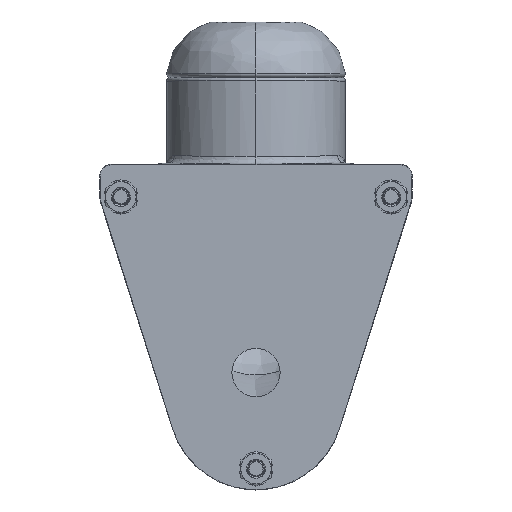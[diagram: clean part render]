
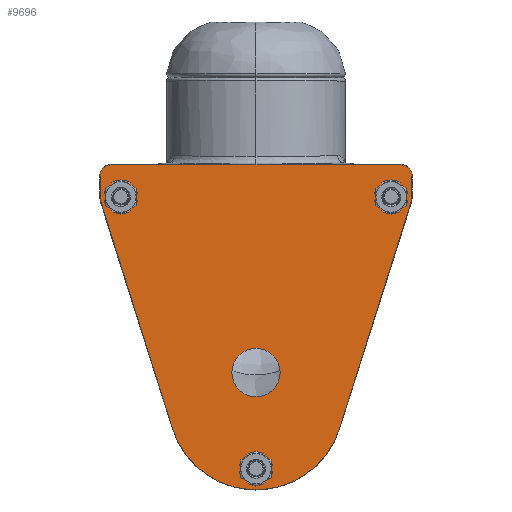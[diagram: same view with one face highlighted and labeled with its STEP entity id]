
A CAD part, top view. The second image highlights one B-rep face of the part: STEP entity #9696.
In plain terms, the highlighted planar face has unit normal (0, 0, 1).
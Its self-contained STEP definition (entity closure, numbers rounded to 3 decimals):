
#9346=CARTESIAN_POINT('',(-35.5,-8.44,1.6));
#9347=DIRECTION('',(0.,0.,1.));
#9348=DIRECTION('',(1.,0.,0.));
#9349=AXIS2_PLACEMENT_3D('',#9346,#9347,#9348);
#9351=CARTESIAN_POINT('',(-35.5,-8.44,1.6));
#9352=DIRECTION('',(0.,0.,1.));
#9353=DIRECTION('',(-1.,0.,0.));
#9354=AXIS2_PLACEMENT_3D('',#9351,#9352,#9353);
#9356=CARTESIAN_POINT('',(35.5,-8.44,1.6));
#9357=DIRECTION('',(0.,0.,1.));
#9358=DIRECTION('',(1.,0.,0.));
#9359=AXIS2_PLACEMENT_3D('',#9356,#9357,#9358);
#9361=CARTESIAN_POINT('',(35.5,-8.44,1.6));
#9362=DIRECTION('',(0.,0.,1.));
#9363=DIRECTION('',(-1.,0.,0.));
#9364=AXIS2_PLACEMENT_3D('',#9361,#9362,#9363);
#9366=CARTESIAN_POINT('',(0.,-79.84,1.6));
#9367=DIRECTION('',(0.,0.,1.));
#9368=DIRECTION('',(1.,0.,0.));
#9369=AXIS2_PLACEMENT_3D('',#9366,#9367,#9368);
#9371=CARTESIAN_POINT('',(0.,-79.84,1.6));
#9372=DIRECTION('',(0.,0.,1.));
#9373=DIRECTION('',(-1.,0.,0.));
#9374=AXIS2_PLACEMENT_3D('',#9371,#9372,#9373);
#9376=CARTESIAN_POINT('',(0.,-54.57,1.6));
#9377=DIRECTION('',(0.,0.,-1.));
#9378=DIRECTION('',(-1.,0.,0.));
#9379=AXIS2_PLACEMENT_3D('',#9376,#9377,#9378);
#9381=CARTESIAN_POINT('',(0.,-54.57,1.6));
#9382=DIRECTION('',(0.,0.,-1.));
#9383=DIRECTION('',(1.,0.,0.));
#9384=AXIS2_PLACEMENT_3D('',#9381,#9382,#9383);
#9386=CARTESIAN_POINT('',(37.95,-3.,1.6));
#9387=DIRECTION('',(0.,0.,1.));
#9388=DIRECTION('',(1.,0.,0.));
#9389=AXIS2_PLACEMENT_3D('',#9386,#9387,#9388);
#9391=DIRECTION('',(0.,1.,0.));
#9392=VECTOR('',#9391,5.141);
#9393=CARTESIAN_POINT('',(40.95,-8.141,1.6));
#9394=LINE('',#9393,#9392);
#9395=CARTESIAN_POINT('',(35.5,-8.141,1.6));
#9396=DIRECTION('',(0.,0.,1.));
#9397=DIRECTION('',(0.954,-0.301,0.));
#9398=AXIS2_PLACEMENT_3D('',#9395,#9396,#9397);
#9400=DIRECTION('',(0.301,0.954,0.));
#9401=VECTOR('',#9400,62.394);
#9402=CARTESIAN_POINT('',(21.935,-69.286,1.6));
#9403=LINE('',#9402,#9401);
#9404=CARTESIAN_POINT('',(0.,-62.37,1.6));
#9405=DIRECTION('',(0.,0.,1.));
#9406=DIRECTION('',(-0.954,-0.301,0.));
#9407=AXIS2_PLACEMENT_3D('',#9404,#9405,#9406);
#9409=DIRECTION('',(0.301,-0.954,0.));
#9410=VECTOR('',#9409,62.394);
#9411=CARTESIAN_POINT('',(-40.698,-9.78,1.6));
#9412=LINE('',#9411,#9410);
#9413=CARTESIAN_POINT('',(-35.5,-8.141,1.6));
#9414=DIRECTION('',(0.,0.,1.));
#9415=DIRECTION('',(-1.,0.,0.));
#9416=AXIS2_PLACEMENT_3D('',#9413,#9414,#9415);
#9418=DIRECTION('',(0.,-1.,0.));
#9419=VECTOR('',#9418,5.141);
#9420=CARTESIAN_POINT('',(-40.95,-3.,1.6));
#9421=LINE('',#9420,#9419);
#9422=CARTESIAN_POINT('',(-37.95,-3.,1.6));
#9423=DIRECTION('',(0.,0.,1.));
#9424=DIRECTION('',(0.,1.,0.));
#9425=AXIS2_PLACEMENT_3D('',#9422,#9423,#9424);
#9427=DIRECTION('',(-1.,0.,0.));
#9428=VECTOR('',#9427,75.9);
#9429=CARTESIAN_POINT('',(37.95,0.,1.6));
#9430=LINE('',#9429,#9428);
#9507=CARTESIAN_POINT('',(-40.95,-8.141,1.6));
#9508=CARTESIAN_POINT('',(-40.698,-9.78,1.6));
#9509=VERTEX_POINT('',#9507);
#9510=VERTEX_POINT('',#9508);
#9511=CARTESIAN_POINT('',(-21.935,-69.286,1.6));
#9512=VERTEX_POINT('',#9511);
#9513=CARTESIAN_POINT('',(21.935,-69.286,1.6));
#9514=VERTEX_POINT('',#9513);
#9515=CARTESIAN_POINT('',(40.698,-9.78,1.6));
#9516=VERTEX_POINT('',#9515);
#9517=CARTESIAN_POINT('',(40.95,-8.141,1.6));
#9518=VERTEX_POINT('',#9517);
#9531=CARTESIAN_POINT('',(-33.,-8.44,1.6));
#9532=CARTESIAN_POINT('',(-38.,-8.44,1.6));
#9533=VERTEX_POINT('',#9531);
#9534=VERTEX_POINT('',#9532);
#9535=CARTESIAN_POINT('',(38.,-8.44,1.6));
#9536=CARTESIAN_POINT('',(33.,-8.44,1.6));
#9537=VERTEX_POINT('',#9535);
#9538=VERTEX_POINT('',#9536);
#9539=CARTESIAN_POINT('',(2.5,-79.84,1.6));
#9540=CARTESIAN_POINT('',(-2.5,-79.84,1.6));
#9541=VERTEX_POINT('',#9539);
#9542=VERTEX_POINT('',#9540);
#9547=CARTESIAN_POINT('',(-6.35,-54.57,1.6));
#9548=CARTESIAN_POINT('',(6.35,-54.57,1.6));
#9549=VERTEX_POINT('',#9547);
#9550=VERTEX_POINT('',#9548);
#9555=CARTESIAN_POINT('',(40.95,-3.,1.6));
#9556=VERTEX_POINT('',#9555);
#9557=CARTESIAN_POINT('',(37.95,0.,1.6));
#9558=VERTEX_POINT('',#9557);
#9563=CARTESIAN_POINT('',(-37.95,0.,1.6));
#9564=VERTEX_POINT('',#9563);
#9565=CARTESIAN_POINT('',(-40.95,-3.,1.6));
#9566=VERTEX_POINT('',#9565);
#9647=CARTESIAN_POINT('',(0.,0.,1.6));
#9648=DIRECTION('',(0.,0.,1.));
#9649=DIRECTION('',(1.,0.,0.));
#9650=AXIS2_PLACEMENT_3D('',#9647,#9648,#9649);
#9651=PLANE('',#9650);
#9653=ORIENTED_EDGE('',*,*,#9652,.F.);
#9655=ORIENTED_EDGE('',*,*,#9654,.F.);
#9657=ORIENTED_EDGE('',*,*,#9656,.F.);
#9659=ORIENTED_EDGE('',*,*,#9658,.F.);
#9661=ORIENTED_EDGE('',*,*,#9660,.F.);
#9663=ORIENTED_EDGE('',*,*,#9662,.F.);
#9665=ORIENTED_EDGE('',*,*,#9664,.F.);
#9667=ORIENTED_EDGE('',*,*,#9666,.F.);
#9669=ORIENTED_EDGE('',*,*,#9668,.F.);
#9671=ORIENTED_EDGE('',*,*,#9670,.F.);
#9672=EDGE_LOOP('',(#9653,#9655,#9657,#9659,#9661,#9663,#9665,#9667,#9669,
#9671));
#9673=FACE_OUTER_BOUND('',#9672,.F.);
#9675=ORIENTED_EDGE('',*,*,#9674,.T.);
#9677=ORIENTED_EDGE('',*,*,#9676,.T.);
#9678=EDGE_LOOP('',(#9675,#9677));
#9679=FACE_BOUND('',#9678,.F.);
#9681=ORIENTED_EDGE('',*,*,#9680,.T.);
#9683=ORIENTED_EDGE('',*,*,#9682,.T.);
#9684=EDGE_LOOP('',(#9681,#9683));
#9685=FACE_BOUND('',#9684,.F.);
#9687=ORIENTED_EDGE('',*,*,#9686,.F.);
#9689=ORIENTED_EDGE('',*,*,#9688,.F.);
#9690=EDGE_LOOP('',(#9687,#9689));
#9691=FACE_BOUND('',#9690,.F.);
#9692=ORIENTED_EDGE('',*,*,#9627,.T.);
#9693=ORIENTED_EDGE('',*,*,#9641,.T.);
#9694=EDGE_LOOP('',(#9692,#9693));
#9695=FACE_BOUND('',#9694,.F.);
#9696=ADVANCED_FACE('',(#9673,#9679,#9685,#9691,#9695),#9651,.T.);
#9350=CIRCLE('',#9349,2.5);
#9355=CIRCLE('',#9354,2.5);
#9360=CIRCLE('',#9359,2.5);
#9365=CIRCLE('',#9364,2.5);
#9370=CIRCLE('',#9369,2.5);
#9375=CIRCLE('',#9374,2.5);
#9380=CIRCLE('',#9379,6.35);
#9385=CIRCLE('',#9384,6.35);
#9390=CIRCLE('',#9389,3.);
#9399=CIRCLE('',#9398,5.45);
#9408=CIRCLE('',#9407,23.);
#9417=CIRCLE('',#9416,5.45);
#9426=CIRCLE('',#9425,3.);
#9627=EDGE_CURVE('',#9533,#9534,#9350,.T.);
#9641=EDGE_CURVE('',#9534,#9533,#9355,.T.);
#9652=EDGE_CURVE('',#9556,#9558,#9390,.T.);
#9654=EDGE_CURVE('',#9518,#9556,#9394,.T.);
#9656=EDGE_CURVE('',#9516,#9518,#9399,.T.);
#9658=EDGE_CURVE('',#9514,#9516,#9403,.T.);
#9660=EDGE_CURVE('',#9512,#9514,#9408,.T.);
#9662=EDGE_CURVE('',#9510,#9512,#9412,.T.);
#9664=EDGE_CURVE('',#9509,#9510,#9417,.T.);
#9666=EDGE_CURVE('',#9566,#9509,#9421,.T.);
#9668=EDGE_CURVE('',#9564,#9566,#9426,.T.);
#9670=EDGE_CURVE('',#9558,#9564,#9430,.T.);
#9674=EDGE_CURVE('',#9537,#9538,#9360,.T.);
#9676=EDGE_CURVE('',#9538,#9537,#9365,.T.);
#9680=EDGE_CURVE('',#9541,#9542,#9370,.T.);
#9682=EDGE_CURVE('',#9542,#9541,#9375,.T.);
#9686=EDGE_CURVE('',#9549,#9550,#9380,.T.);
#9688=EDGE_CURVE('',#9550,#9549,#9385,.T.);
